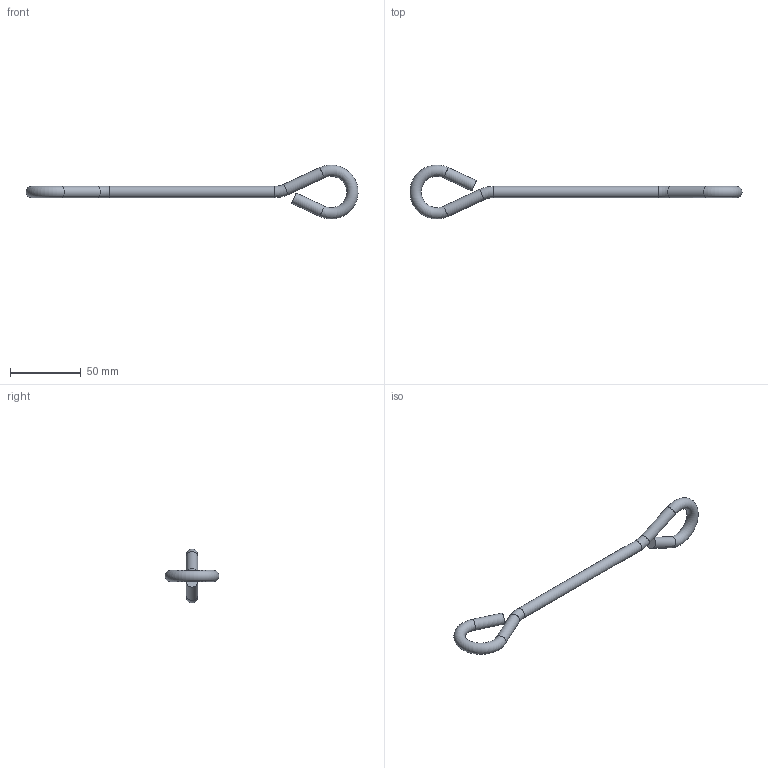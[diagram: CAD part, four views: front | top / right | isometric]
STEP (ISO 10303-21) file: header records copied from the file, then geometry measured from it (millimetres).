
FILE_DESCRIPTION(('Model RS-23 Cable support double ended eyebolt.'),'2;1');
FILE_NAME('RS-23.stp','2010-10-26T15:58:58',('GL'),('Conveyor Components Company'),'Autodesk Inventor 2011','Autodesk Inventor 2011','GL');
FILE_SCHEMA(('AUTOMOTIVE_DESIGN { 1 0 10303 214 1 1 1 1 }'));
Length unit declared in the file: inch
Products named in the file (1): RS-23
Bounding box: 234.85 x 38.1 x 38.1 mm (x, y, z)
Volume: 17568.3 mm3; surface area: 8952.3 mm2
Topology: 1 solids, 1 shells, 11 faces, 20 edges, 11 vertices
Faces by surface type: cylinder 5, torus 4, plane 2
Full cylindrical faces by diameter (mm): 7.938 x5
Entity records: 242 total; most frequent: DIRECTION 44, CARTESIAN_POINT 32, AXIS2_PLACEMENT_3D 22, ORIENTED_EDGE 20, EDGE_LOOP 20, FACE_OUTER_BOUND 11, ADVANCED_FACE 11, VERTEX_POINT 10
